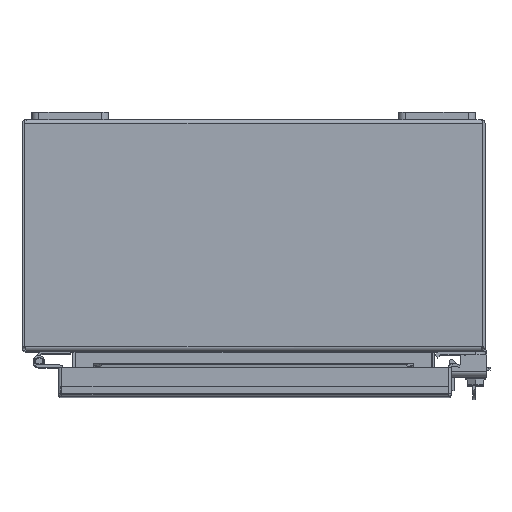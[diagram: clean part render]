
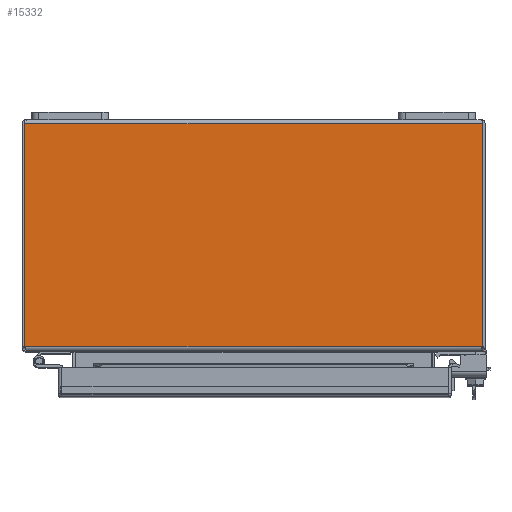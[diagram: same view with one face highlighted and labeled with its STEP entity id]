
A CAD part, top view. The second image highlights one B-rep face of the part: STEP entity #15332.
In plain terms, the highlighted planar face has unit normal (0, 0, 1).
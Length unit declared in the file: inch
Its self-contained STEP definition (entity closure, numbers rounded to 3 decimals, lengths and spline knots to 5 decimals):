
#39 = CARTESIAN_POINT ( 'NONE',  ( 5.92792, 39.37008, 8. ) ) ;
#2022 = ORIENTED_EDGE ( 'NONE', *, *, #4162, .T. ) ;
#2337 = LINE ( 'NONE', #27195, #27051 ) ;
#2879 = PLANE ( 'NONE',  #29830 ) ;
#3539 = VECTOR ( 'NONE', #39647, 39.37008 ) ;
#3687 = LINE ( 'NONE', #46546, #3539 ) ;
#4162 = EDGE_CURVE ( 'NONE', #11354, #20196, #3687, .T. ) ;
#5805 = VECTOR ( 'NONE', #16546, 39.37008 ) ;
#6198 = LINE ( 'NONE', #12567, #5805 ) ;
#6230 = ORIENTED_EDGE ( 'NONE', *, *, #9386, .F. ) ;
#9386 = EDGE_CURVE ( 'NONE', #12223, #25085, #32012, .T. ) ;
#11074 = DIRECTION ( 'NONE',  ( 0., -1., 0. ) ) ;
#11354 = VERTEX_POINT ( 'NONE', #23795 ) ;
#12223 = VERTEX_POINT ( 'NONE', #15290 ) ;
#12567 = CARTESIAN_POINT ( 'NONE',  ( 5.892, -5.892, 8. ) ) ;
#14680 = VECTOR ( 'NONE', #42683, 39.37008 ) ;
#15290 = CARTESIAN_POINT ( 'NONE',  ( 5.92792, -0.108, 8. ) ) ;
#15332 = ADVANCED_FACE ( 'NONE', ( #25970 ), #2879, .T. ) ;
#16546 = DIRECTION ( 'NONE',  ( 1., 0., 0. ) ) ;
#16713 = EDGE_LOOP ( 'NONE', ( #39693, #2022, #19934, #6230 ) ) ;
#19934 = ORIENTED_EDGE ( 'NONE', *, *, #21176, .T. ) ;
#20196 = VERTEX_POINT ( 'NONE', #44350 ) ;
#21176 = EDGE_CURVE ( 'NONE', #20196, #25085, #6198, .T. ) ;
#21665 = CARTESIAN_POINT ( 'NONE',  ( 5.92792, -5.892, 8. ) ) ;
#23795 = CARTESIAN_POINT ( 'NONE',  ( -5.92792, -0.108, 8. ) ) ;
#25085 = VERTEX_POINT ( 'NONE', #21665 ) ;
#25970 = FACE_OUTER_BOUND ( 'NONE', #16713, .T. ) ;
#27051 = VECTOR ( 'NONE', #35432, 39.37008 ) ;
#27195 = CARTESIAN_POINT ( 'NONE',  ( 5.892, -0.108, 8. ) ) ;
#29830 = AXIS2_PLACEMENT_3D ( 'NONE', #32593, #43543, #11074 ) ;
#32012 = LINE ( 'NONE', #39, #14680 ) ;
#32593 = CARTESIAN_POINT ( 'NONE',  ( 5.892, -0.06248, 8. ) ) ;
#35432 = DIRECTION ( 'NONE',  ( -1., 0., 0. ) ) ;
#39647 = DIRECTION ( 'NONE',  ( 0., -1., 0. ) ) ;
#39693 = ORIENTED_EDGE ( 'NONE', *, *, #40387, .T. ) ;
#40387 = EDGE_CURVE ( 'NONE', #12223, #11354, #2337, .T. ) ;
#42683 = DIRECTION ( 'NONE',  ( 0., -1., 0. ) ) ;
#43543 = DIRECTION ( 'NONE',  ( 0., 0., 1. ) ) ;
#44350 = CARTESIAN_POINT ( 'NONE',  ( -5.92792, -5.892, 8. ) ) ;
#46546 = CARTESIAN_POINT ( 'NONE',  ( -5.92792, 39.37008, 8. ) ) ;
